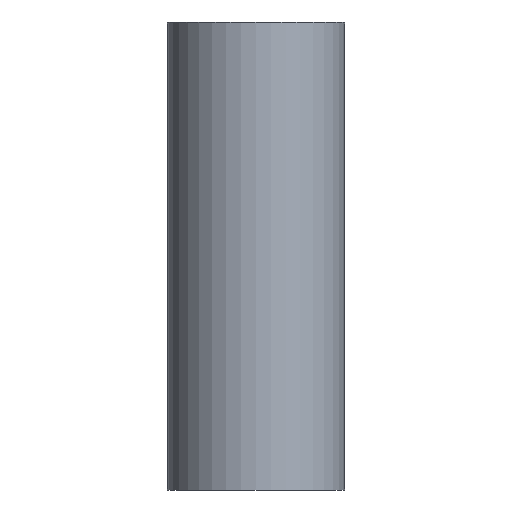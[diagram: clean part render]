
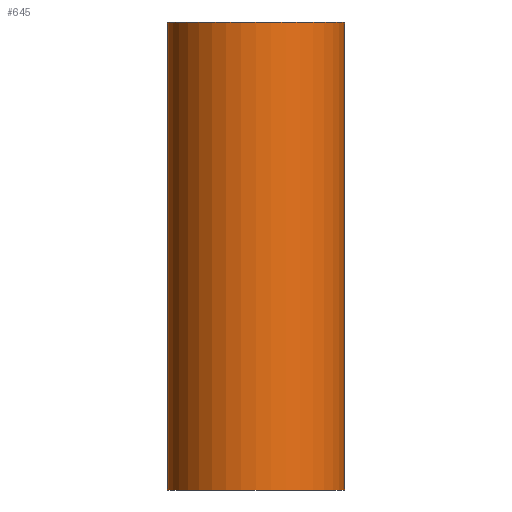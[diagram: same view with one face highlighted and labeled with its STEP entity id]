
A CAD part, front view. The second image highlights one B-rep face of the part: STEP entity #645.
In plain terms, the highlighted cylindrical face has radius 124.968 mm (diameter 249.936 mm), a partial arc.
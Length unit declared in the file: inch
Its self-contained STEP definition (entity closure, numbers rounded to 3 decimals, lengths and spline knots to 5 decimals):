
#17 = CARTESIAN_POINT ( 'NONE',  ( -4.92, 0., -18. ) ) ;
#29 = EDGE_CURVE ( 'NONE', #1691, #674, #647, .T. ) ;
#38 = LINE ( 'NONE', #1032, #1773 ) ;
#52 = DIRECTION ( 'NONE',  ( 0., 0., 1. ) ) ;
#71 = LINE ( 'NONE', #1056, #1496 ) ;
#115 = ORIENTED_EDGE ( 'NONE', *, *, #29, .T. ) ;
#181 = CARTESIAN_POINT ( 'NONE',  ( 4.92, 0., -18. ) ) ;
#198 = CIRCLE ( 'NONE', #1500, 4.92 ) ;
#233 = DIRECTION ( 'NONE',  ( 0., 0., 1. ) ) ;
#258 = VERTEX_POINT ( 'NONE', #1307 ) ;
#271 = VECTOR ( 'NONE', #752, 39.37008 ) ;
#289 = ORIENTED_EDGE ( 'NONE', *, *, #1159, .T. ) ;
#350 = DIRECTION ( 'NONE',  ( 0., 0., -1. ) ) ;
#462 = CARTESIAN_POINT ( 'NONE',  ( -4.92, 0., -18. ) ) ;
#468 = CARTESIAN_POINT ( 'NONE',  ( 4.92, 0., -18. ) ) ;
#489 = CARTESIAN_POINT ( 'NONE',  ( 0., 0., -18. ) ) ;
#507 = ORIENTED_EDGE ( 'NONE', *, *, #882, .F. ) ;
#549 = CARTESIAN_POINT ( 'NONE',  ( 4.92, 0., 8. ) ) ;
#551 = EDGE_CURVE ( 'NONE', #1744, #1691, #38, .T. ) ;
#628 = ORIENTED_EDGE ( 'NONE', *, *, #1191, .F. ) ;
#632 = CARTESIAN_POINT ( 'NONE',  ( 0., 0., -18. ) ) ;
#645 = ADVANCED_FACE ( 'NONE', ( #1434 ), #1696, .T. ) ;
#647 = LINE ( 'NONE', #468, #271 ) ;
#674 = VERTEX_POINT ( 'NONE', #549 ) ;
#752 = DIRECTION ( 'NONE',  ( 0., 0., 1. ) ) ;
#814 = DIRECTION ( 'NONE',  ( 0., 0., 1. ) ) ;
#838 = VECTOR ( 'NONE', #998, 39.37008 ) ;
#882 = EDGE_CURVE ( 'NONE', #1744, #1480, #198, .T. ) ;
#998 = DIRECTION ( 'NONE',  ( 0., 0., 1. ) ) ;
#1032 = CARTESIAN_POINT ( 'NONE',  ( 4.92, 0., -18. ) ) ;
#1056 = CARTESIAN_POINT ( 'NONE',  ( -4.92, 0., -18. ) ) ;
#1159 = EDGE_CURVE ( 'NONE', #674, #258, #1537, .T. ) ;
#1174 = EDGE_LOOP ( 'NONE', ( #1253, #507, #1355, #115, #289, #628 ) ) ;
#1178 = CARTESIAN_POINT ( 'NONE',  ( 0., 0., 8. ) ) ;
#1191 = EDGE_CURVE ( 'NONE', #1303, #258, #71, .T. ) ;
#1253 = ORIENTED_EDGE ( 'NONE', *, *, #1669, .F. ) ;
#1303 = VERTEX_POINT ( 'NONE', #1361 ) ;
#1307 = CARTESIAN_POINT ( 'NONE',  ( -4.92, 0., 8. ) ) ;
#1316 = DIRECTION ( 'NONE',  ( -1., 0., 0. ) ) ;
#1323 = AXIS2_PLACEMENT_3D ( 'NONE', #632, #814, #1624 ) ;
#1355 = ORIENTED_EDGE ( 'NONE', *, *, #551, .T. ) ;
#1361 = CARTESIAN_POINT ( 'NONE',  ( -4.92, 0., 0. ) ) ;
#1410 = CARTESIAN_POINT ( 'NONE',  ( 4.92, 0., 0. ) ) ;
#1434 = FACE_OUTER_BOUND ( 'NONE', #1174, .T. ) ;
#1445 = DIRECTION ( 'NONE',  ( 0., 0., -1. ) ) ;
#1473 = DIRECTION ( 'NONE',  ( -1., 0., 0. ) ) ;
#1480 = VERTEX_POINT ( 'NONE', #462 ) ;
#1496 = VECTOR ( 'NONE', #233, 39.37008 ) ;
#1500 = AXIS2_PLACEMENT_3D ( 'NONE', #489, #1445, #1473 ) ;
#1537 = CIRCLE ( 'NONE', #1554, 4.92 ) ;
#1554 = AXIS2_PLACEMENT_3D ( 'NONE', #1178, #350, #1316 ) ;
#1556 = LINE ( 'NONE', #17, #838 ) ;
#1624 = DIRECTION ( 'NONE',  ( 1., 0., 0. ) ) ;
#1669 = EDGE_CURVE ( 'NONE', #1480, #1303, #1556, .T. ) ;
#1691 = VERTEX_POINT ( 'NONE', #1410 ) ;
#1696 = CYLINDRICAL_SURFACE ( 'NONE', #1323, 4.92 ) ;
#1744 = VERTEX_POINT ( 'NONE', #181 ) ;
#1773 = VECTOR ( 'NONE', #52, 39.37008 ) ;
